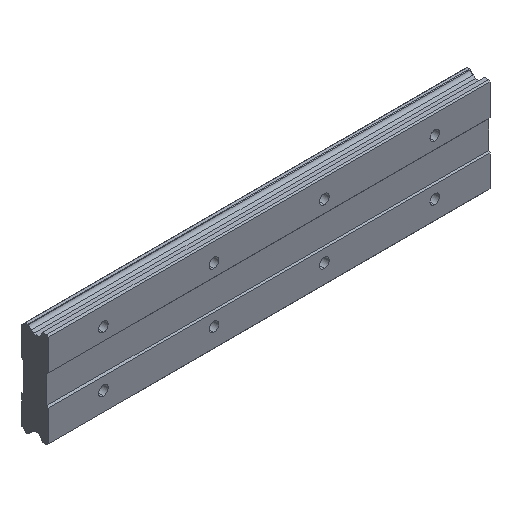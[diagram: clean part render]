
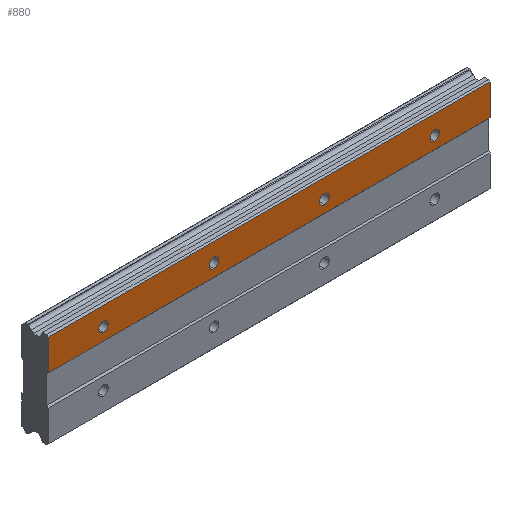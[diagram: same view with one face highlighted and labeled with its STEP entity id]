
A CAD part, isometric view. The second image highlights one B-rep face of the part: STEP entity #880.
In plain terms, the highlighted planar face has unit normal (0, -1, 0).
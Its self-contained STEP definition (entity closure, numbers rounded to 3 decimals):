
#17 = CARTESIAN_POINT ( 'NONE',  ( 160., 0., 20. ) ) ;
#26 = CARTESIAN_POINT ( 'NONE',  ( 80., 0., 20. ) ) ;
#30 = EDGE_LOOP ( 'NONE', ( #652, #1886 ) ) ;
#48 = ORIENTED_EDGE ( 'NONE', *, *, #96, .F. ) ;
#71 = DIRECTION ( 'NONE',  ( 0., -1., 0. ) ) ;
#85 = ORIENTED_EDGE ( 'NONE', *, *, #1961, .F. ) ;
#96 = EDGE_CURVE ( 'NONE', #1447, #145, #904, .T. ) ;
#97 = VECTOR ( 'NONE', #146, 1000. ) ;
#105 = VERTEX_POINT ( 'NONE', #1069 ) ;
#107 = CIRCLE ( 'NONE', #293, 3.5 ) ;
#110 = EDGE_CURVE ( 'NONE', #544, #1979, #107, .T. ) ;
#117 = CIRCLE ( 'NONE', #1641, 3.5 ) ;
#145 = VERTEX_POINT ( 'NONE', #2241 ) ;
#146 = DIRECTION ( 'NONE',  ( 0., 0., -1. ) ) ;
#157 = AXIS2_PLACEMENT_3D ( 'NONE', #966, #2049, #1149 ) ;
#164 = DIRECTION ( 'NONE',  ( 0., 1., 0. ) ) ;
#179 = VERTEX_POINT ( 'NONE', #1316 ) ;
#204 = CARTESIAN_POINT ( 'NONE',  ( 160., 0., 20. ) ) ;
#236 = LINE ( 'NONE', #2006, #832 ) ;
#293 = AXIS2_PLACEMENT_3D ( 'NONE', #17, #555, #2137 ) ;
#309 = EDGE_LOOP ( 'NONE', ( #2332, #48 ) ) ;
#318 = ORIENTED_EDGE ( 'NONE', *, *, #2324, .F. ) ;
#338 = CIRCLE ( 'NONE', #1940, 3.5 ) ;
#339 = CARTESIAN_POINT ( 'NONE',  ( 160., 0., 23.5 ) ) ;
#341 = DIRECTION ( 'NONE',  ( 0., -1., 0. ) ) ;
#348 = ORIENTED_EDGE ( 'NONE', *, *, #2240, .F. ) ;
#405 = DIRECTION ( 'NONE',  ( 0., -1., 0. ) ) ;
#423 = VERTEX_POINT ( 'NONE', #985 ) ;
#466 = CARTESIAN_POINT ( 'NONE',  ( 240., 0., 23.5 ) ) ;
#499 = LINE ( 'NONE', #709, #97 ) ;
#503 = CARTESIAN_POINT ( 'NONE',  ( 280., 0., 33.5 ) ) ;
#522 = FACE_BOUND ( 'NONE', #30, .T. ) ;
#524 = VECTOR ( 'NONE', #622, 1000. ) ;
#536 = ORIENTED_EDGE ( 'NONE', *, *, #110, .F. ) ;
#544 = VERTEX_POINT ( 'NONE', #339 ) ;
#546 = DIRECTION ( 'NONE',  ( 0., -1., 0. ) ) ;
#555 = DIRECTION ( 'NONE',  ( 0., -1., 0. ) ) ;
#583 = DIRECTION ( 'NONE',  ( 0., 0., 1. ) ) ;
#599 = CIRCLE ( 'NONE', #1936, 3.5 ) ;
#619 = ORIENTED_EDGE ( 'NONE', *, *, #1416, .F. ) ;
#622 = DIRECTION ( 'NONE',  ( -1., 0., 0. ) ) ;
#624 = EDGE_CURVE ( 'NONE', #179, #1353, #1871, .T. ) ;
#633 = CARTESIAN_POINT ( 'NONE',  ( 280., 0., 11. ) ) ;
#635 = AXIS2_PLACEMENT_3D ( 'NONE', #916, #341, #2185 ) ;
#652 = ORIENTED_EDGE ( 'NONE', *, *, #2270, .F. ) ;
#677 = FACE_BOUND ( 'NONE', #1132, .T. ) ;
#709 = CARTESIAN_POINT ( 'NONE',  ( 280., 0., 34.482 ) ) ;
#769 = DIRECTION ( 'NONE',  ( 0., -1., 0. ) ) ;
#771 = CARTESIAN_POINT ( 'NONE',  ( 280., 0., 33.5 ) ) ;
#812 = ORIENTED_EDGE ( 'NONE', *, *, #1835, .F. ) ;
#832 = VECTOR ( 'NONE', #931, 1000. ) ;
#880 = ADVANCED_FACE ( 'NONE', ( #1969, #2317, #522, #677, #1796 ), #1075, .F. ) ;
#886 = DIRECTION ( 'NONE',  ( 0., 0., 1. ) ) ;
#904 = CIRCLE ( 'NONE', #635, 3.5 ) ;
#916 = CARTESIAN_POINT ( 'NONE',  ( 0., 0., 20. ) ) ;
#931 = DIRECTION ( 'NONE',  ( 0., 0., -1. ) ) ;
#966 = CARTESIAN_POINT ( 'NONE',  ( 0., 0., 20. ) ) ;
#983 = CIRCLE ( 'NONE', #1287, 3.5 ) ;
#985 = CARTESIAN_POINT ( 'NONE',  ( 240., 0., 16.5 ) ) ;
#1069 = CARTESIAN_POINT ( 'NONE',  ( 80., 0., 23.5 ) ) ;
#1075 = PLANE ( 'NONE',  #1716 ) ;
#1083 = EDGE_CURVE ( 'NONE', #179, #1121, #236, .T. ) ;
#1108 = CARTESIAN_POINT ( 'NONE',  ( 0., 0., 16.5 ) ) ;
#1121 = VERTEX_POINT ( 'NONE', #2083 ) ;
#1132 = EDGE_LOOP ( 'NONE', ( #536, #348 ) ) ;
#1133 = DIRECTION ( 'NONE',  ( 0., 0., 1. ) ) ;
#1149 = DIRECTION ( 'NONE',  ( 0., 0., 1. ) ) ;
#1171 = CARTESIAN_POINT ( 'NONE',  ( 160., 0., 16.5 ) ) ;
#1192 = VERTEX_POINT ( 'NONE', #466 ) ;
#1262 = CARTESIAN_POINT ( 'NONE',  ( 280., 0., 33.5 ) ) ;
#1274 = DIRECTION ( 'NONE',  ( 0., 0., 1. ) ) ;
#1287 = AXIS2_PLACEMENT_3D ( 'NONE', #204, #769, #583 ) ;
#1306 = CARTESIAN_POINT ( 'NONE',  ( 240., 0., 20. ) ) ;
#1316 = CARTESIAN_POINT ( 'NONE',  ( -40., 0., 33.5 ) ) ;
#1353 = VERTEX_POINT ( 'NONE', #1262 ) ;
#1403 = EDGE_CURVE ( 'NONE', #423, #1192, #117, .T. ) ;
#1416 = EDGE_CURVE ( 'NONE', #2061, #105, #338, .T. ) ;
#1447 = VERTEX_POINT ( 'NONE', #1108 ) ;
#1461 = DIRECTION ( 'NONE',  ( 1., 0., 0. ) ) ;
#1543 = ORIENTED_EDGE ( 'NONE', *, *, #1083, .T. ) ;
#1554 = EDGE_CURVE ( 'NONE', #145, #1447, #1720, .T. ) ;
#1641 = AXIS2_PLACEMENT_3D ( 'NONE', #1306, #405, #1133 ) ;
#1647 = ORIENTED_EDGE ( 'NONE', *, *, #624, .F. ) ;
#1658 = DIRECTION ( 'NONE',  ( 0., 0., 1. ) ) ;
#1685 = DIRECTION ( 'NONE',  ( 0., 0., 1. ) ) ;
#1700 = AXIS2_PLACEMENT_3D ( 'NONE', #2180, #2007, #1658 ) ;
#1716 = AXIS2_PLACEMENT_3D ( 'NONE', #503, #164, #886 ) ;
#1720 = CIRCLE ( 'NONE', #157, 3.5 ) ;
#1796 = FACE_BOUND ( 'NONE', #2064, .T. ) ;
#1835 = EDGE_CURVE ( 'NONE', #105, #2061, #599, .T. ) ;
#1871 = LINE ( 'NONE', #771, #2157 ) ;
#1886 = ORIENTED_EDGE ( 'NONE', *, *, #1403, .F. ) ;
#1913 = CARTESIAN_POINT ( 'NONE',  ( 280., 0., 11. ) ) ;
#1936 = AXIS2_PLACEMENT_3D ( 'NONE', #26, #71, #1685 ) ;
#1940 = AXIS2_PLACEMENT_3D ( 'NONE', #2189, #546, #1274 ) ;
#1961 = EDGE_CURVE ( 'NONE', #2013, #1121, #2249, .T. ) ;
#1969 = FACE_OUTER_BOUND ( 'NONE', #2316, .T. ) ;
#1979 = VERTEX_POINT ( 'NONE', #1171 ) ;
#2006 = CARTESIAN_POINT ( 'NONE',  ( -40., 0., 34.482 ) ) ;
#2007 = DIRECTION ( 'NONE',  ( 0., -1., 0. ) ) ;
#2013 = VERTEX_POINT ( 'NONE', #633 ) ;
#2049 = DIRECTION ( 'NONE',  ( 0., -1., 0. ) ) ;
#2061 = VERTEX_POINT ( 'NONE', #2336 ) ;
#2064 = EDGE_LOOP ( 'NONE', ( #812, #619 ) ) ;
#2083 = CARTESIAN_POINT ( 'NONE',  ( -40., 0., 11. ) ) ;
#2137 = DIRECTION ( 'NONE',  ( 0., 0., 1. ) ) ;
#2157 = VECTOR ( 'NONE', #1461, 1000. ) ;
#2180 = CARTESIAN_POINT ( 'NONE',  ( 240., 0., 20. ) ) ;
#2184 = CIRCLE ( 'NONE', #1700, 3.5 ) ;
#2185 = DIRECTION ( 'NONE',  ( 0., 0., 1. ) ) ;
#2189 = CARTESIAN_POINT ( 'NONE',  ( 80., 0., 20. ) ) ;
#2240 = EDGE_CURVE ( 'NONE', #1979, #544, #983, .T. ) ;
#2241 = CARTESIAN_POINT ( 'NONE',  ( 0., 0., 23.5 ) ) ;
#2249 = LINE ( 'NONE', #1913, #524 ) ;
#2270 = EDGE_CURVE ( 'NONE', #1192, #423, #2184, .T. ) ;
#2316 = EDGE_LOOP ( 'NONE', ( #85, #318, #1647, #1543 ) ) ;
#2317 = FACE_BOUND ( 'NONE', #309, .T. ) ;
#2324 = EDGE_CURVE ( 'NONE', #1353, #2013, #499, .T. ) ;
#2332 = ORIENTED_EDGE ( 'NONE', *, *, #1554, .F. ) ;
#2336 = CARTESIAN_POINT ( 'NONE',  ( 80., 0., 16.5 ) ) ;
